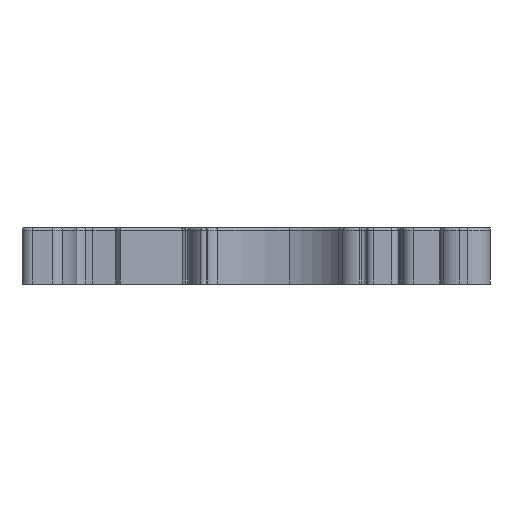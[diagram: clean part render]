
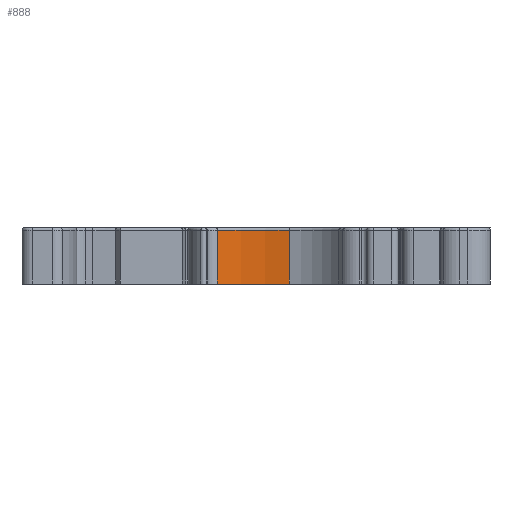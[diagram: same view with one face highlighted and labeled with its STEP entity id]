
A CAD part, front view. The second image highlights one B-rep face of the part: STEP entity #888.
In plain terms, the highlighted cylindrical face has radius 14.7 mm (diameter 29.4 mm), a partial arc.
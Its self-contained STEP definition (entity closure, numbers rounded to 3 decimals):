
#304=CYLINDRICAL_SURFACE('',#6187,14.7);
#437=CIRCLE('',#5756,14.7);
#534=CIRCLE('',#5935,14.7);
#888=ADVANCED_FACE('',(#1318),#304,.F.);
#1318=FACE_OUTER_BOUND('',#1634,.T.);
#1634=EDGE_LOOP('',(#3140,#3141,#3142,#3143));
#3140=ORIENTED_EDGE('',*,*,#4591,.T.);
#3141=ORIENTED_EDGE('',*,*,#4158,.F.);
#3142=ORIENTED_EDGE('',*,*,#4590,.F.);
#3143=ORIENTED_EDGE('',*,*,#4339,.F.);
#3621=VERTEX_POINT('',#8678);
#3622=VERTEX_POINT('',#8680);
#3723=VERTEX_POINT('',#9066);
#3724=VERTEX_POINT('',#9070);
#4158=EDGE_CURVE('',#3621,#3622,#437,.T.);
#4339=EDGE_CURVE('',#3723,#3724,#534,.T.);
#4590=EDGE_CURVE('',#3724,#3621,#5086,.T.);
#4591=EDGE_CURVE('',#3723,#3622,#5087,.T.);
#5086=LINE('',#9658,#5574);
#5087=LINE('',#9660,#5575);
#5574=VECTOR('',#7841,1.);
#5575=VECTOR('',#7844,1.);
#5756=AXIS2_PLACEMENT_3D('',#8679,#6743,#6744);
#5935=AXIS2_PLACEMENT_3D('',#9069,#7178,#7179);
#6187=AXIS2_PLACEMENT_3D('',#9661,#7845,#7846);
#6743=DIRECTION('',(0.,0.,1.));
#6744=DIRECTION('',(0.223,0.975,0.));
#7178=DIRECTION('',(0.,0.,-1.));
#7179=DIRECTION('',(-0.223,0.975,0.));
#7841=DIRECTION('',(0.,0.,-1.));
#7844=DIRECTION('',(0.,0.,-1.));
#7845=DIRECTION('',(0.,0.,1.));
#7846=DIRECTION('',(-1.,0.,0.));
#8678=CARTESIAN_POINT('',(-32.173,-8.026,-5.1));
#8679=CARTESIAN_POINT('',(-35.452,-22.356,-5.1));
#8680=CARTESIAN_POINT('',(-38.731,-8.026,-5.1));
#9066=CARTESIAN_POINT('',(-38.731,-8.026,-0.2));
#9069=CARTESIAN_POINT('',(-35.452,-22.356,-0.2));
#9070=CARTESIAN_POINT('',(-32.173,-8.026,-0.2));
#9658=CARTESIAN_POINT('',(-32.173,-8.026,-0.2));
#9660=CARTESIAN_POINT('',(-38.731,-8.026,-0.2));
#9661=CARTESIAN_POINT('',(-35.452,-22.356,0.));
